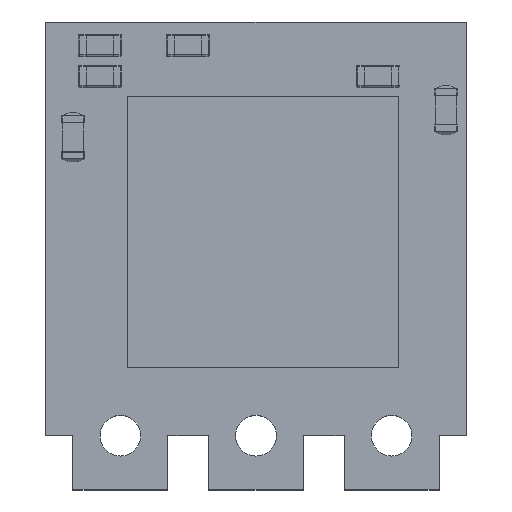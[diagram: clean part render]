
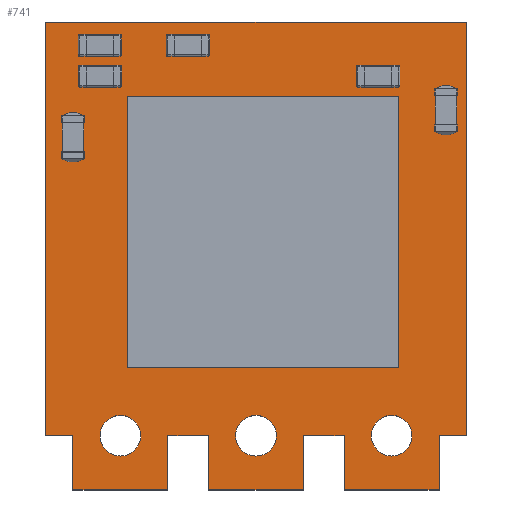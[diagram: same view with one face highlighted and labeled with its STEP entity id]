
A CAD part, top view. The second image highlights one B-rep face of the part: STEP entity #741.
In plain terms, the highlighted planar face has unit normal (0, 0, 1).
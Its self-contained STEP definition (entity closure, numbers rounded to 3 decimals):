
#120 = VERTEX_POINT('',#121);
#121 = CARTESIAN_POINT('',(1.261,-0.039,1.42
    ));
#127 = EDGE_CURVE('',#120,#128,#130,.T.);
#128 = VERTEX_POINT('',#129);
#129 = CARTESIAN_POINT('',(4.761,-0.039,1.42
    ));
#130 = LINE('',#131,#132);
#131 = CARTESIAN_POINT('',(1.261,-0.039,1.42
    ));
#132 = VECTOR('',#133,1.);
#133 = DIRECTION('',(1.,0.,0.));
#158 = EDGE_CURVE('',#128,#159,#161,.T.);
#159 = VERTEX_POINT('',#160);
#160 = CARTESIAN_POINT('',(4.761,1.961,1.42));
#161 = LINE('',#162,#163);
#162 = CARTESIAN_POINT('',(4.761,-0.039,1.42
    ));
#163 = VECTOR('',#164,1.);
#164 = DIRECTION('',(0.,1.,0.));
#189 = EDGE_CURVE('',#159,#190,#192,.T.);
#190 = VERTEX_POINT('',#191);
#191 = CARTESIAN_POINT('',(6.261,1.961,1.42));
#192 = LINE('',#193,#194);
#193 = CARTESIAN_POINT('',(4.761,1.961,1.42));
#194 = VECTOR('',#195,1.);
#195 = DIRECTION('',(1.,0.,0.));
#220 = EDGE_CURVE('',#190,#221,#223,.T.);
#221 = VERTEX_POINT('',#222);
#222 = CARTESIAN_POINT('',(6.261,-0.039,1.42
    ));
#223 = LINE('',#224,#225);
#224 = CARTESIAN_POINT('',(6.261,1.961,1.42));
#225 = VECTOR('',#226,1.);
#226 = DIRECTION('',(0.,-1.,0.));
#251 = EDGE_CURVE('',#221,#252,#254,.T.);
#252 = VERTEX_POINT('',#253);
#253 = CARTESIAN_POINT('',(9.761,-0.039,1.42
    ));
#254 = LINE('',#255,#256);
#255 = CARTESIAN_POINT('',(6.261,-0.039,1.42
    ));
#256 = VECTOR('',#257,1.);
#257 = DIRECTION('',(1.,0.,0.));
#282 = EDGE_CURVE('',#252,#283,#285,.T.);
#283 = VERTEX_POINT('',#284);
#284 = CARTESIAN_POINT('',(9.761,1.961,1.42));
#285 = LINE('',#286,#287);
#286 = CARTESIAN_POINT('',(9.761,-0.039,1.42
    ));
#287 = VECTOR('',#288,1.);
#288 = DIRECTION('',(0.,1.,0.));
#313 = EDGE_CURVE('',#283,#314,#316,.T.);
#314 = VERTEX_POINT('',#315);
#315 = CARTESIAN_POINT('',(11.261,1.961,1.42));
#316 = LINE('',#317,#318);
#317 = CARTESIAN_POINT('',(9.761,1.961,1.42));
#318 = VECTOR('',#319,1.);
#319 = DIRECTION('',(1.,0.,0.));
#344 = EDGE_CURVE('',#314,#345,#347,.T.);
#345 = VERTEX_POINT('',#346);
#346 = CARTESIAN_POINT('',(11.261,-0.039,
    1.42));
#347 = LINE('',#348,#349);
#348 = CARTESIAN_POINT('',(11.261,1.961,1.42));
#349 = VECTOR('',#350,1.);
#350 = DIRECTION('',(0.,-1.,0.));
#375 = EDGE_CURVE('',#345,#376,#378,.T.);
#376 = VERTEX_POINT('',#377);
#377 = CARTESIAN_POINT('',(14.761,-0.039,
    1.42));
#378 = LINE('',#379,#380);
#379 = CARTESIAN_POINT('',(11.261,-0.039,
    1.42));
#380 = VECTOR('',#381,1.);
#381 = DIRECTION('',(1.,0.,0.));
#406 = EDGE_CURVE('',#376,#407,#409,.T.);
#407 = VERTEX_POINT('',#408);
#408 = CARTESIAN_POINT('',(14.761,1.961,1.42));
#409 = LINE('',#410,#411);
#410 = CARTESIAN_POINT('',(14.761,-0.039,
    1.42));
#411 = VECTOR('',#412,1.);
#412 = DIRECTION('',(0.,1.,0.));
#437 = EDGE_CURVE('',#407,#438,#440,.T.);
#438 = VERTEX_POINT('',#439);
#439 = CARTESIAN_POINT('',(15.761,1.961,1.42));
#440 = LINE('',#441,#442);
#441 = CARTESIAN_POINT('',(14.761,1.961,1.42));
#442 = VECTOR('',#443,1.);
#443 = DIRECTION('',(1.,0.,0.));
#468 = EDGE_CURVE('',#438,#469,#471,.T.);
#469 = VERTEX_POINT('',#470);
#470 = CARTESIAN_POINT('',(15.761,17.211,1.42));
#471 = LINE('',#472,#473);
#472 = CARTESIAN_POINT('',(15.761,1.961,1.42));
#473 = VECTOR('',#474,1.);
#474 = DIRECTION('',(0.,1.,0.));
#499 = EDGE_CURVE('',#469,#500,#502,.T.);
#500 = VERTEX_POINT('',#501);
#501 = CARTESIAN_POINT('',(0.261,17.211,1.42));
#502 = LINE('',#503,#504);
#503 = CARTESIAN_POINT('',(15.761,17.211,1.42));
#504 = VECTOR('',#505,1.);
#505 = DIRECTION('',(-1.,0.,0.));
#530 = EDGE_CURVE('',#500,#531,#533,.T.);
#531 = VERTEX_POINT('',#532);
#532 = CARTESIAN_POINT('',(0.261,1.961,1.42));
#533 = LINE('',#534,#535);
#534 = CARTESIAN_POINT('',(0.261,17.211,1.42));
#535 = VECTOR('',#536,1.);
#536 = DIRECTION('',(0.,-1.,0.));
#561 = EDGE_CURVE('',#531,#562,#564,.T.);
#562 = VERTEX_POINT('',#563);
#563 = CARTESIAN_POINT('',(1.261,1.961,1.42));
#564 = LINE('',#565,#566);
#565 = CARTESIAN_POINT('',(0.261,1.961,1.42));
#566 = VECTOR('',#567,1.);
#567 = DIRECTION('',(1.,0.,0.));
#592 = EDGE_CURVE('',#562,#120,#593,.T.);
#593 = LINE('',#594,#595);
#594 = CARTESIAN_POINT('',(1.261,1.961,1.42));
#595 = VECTOR('',#596,1.);
#596 = DIRECTION('',(0.,-1.,0.));
#616 = VERTEX_POINT('',#617);
#617 = CARTESIAN_POINT('',(3.761,1.961,1.42));
#623 = EDGE_CURVE('',#616,#616,#624,.T.);
#624 = CIRCLE('',#625,0.75);
#625 = AXIS2_PLACEMENT_3D('',#626,#627,#628);
#626 = CARTESIAN_POINT('',(3.011,1.961,1.42));
#627 = DIRECTION('',(0.,0.,1.));
#628 = DIRECTION('',(1.,0.,0.));
#649 = VERTEX_POINT('',#650);
#650 = CARTESIAN_POINT('',(13.761,1.961,1.42));
#656 = EDGE_CURVE('',#649,#649,#657,.T.);
#657 = CIRCLE('',#658,0.75);
#658 = AXIS2_PLACEMENT_3D('',#659,#660,#661);
#659 = CARTESIAN_POINT('',(13.011,1.961,1.42));
#660 = DIRECTION('',(0.,0.,1.));
#661 = DIRECTION('',(1.,0.,0.));
#682 = VERTEX_POINT('',#683);
#683 = CARTESIAN_POINT('',(8.761,1.961,1.42));
#689 = EDGE_CURVE('',#682,#682,#690,.T.);
#690 = CIRCLE('',#691,0.75);
#691 = AXIS2_PLACEMENT_3D('',#692,#693,#694);
#692 = CARTESIAN_POINT('',(8.011,1.961,1.42));
#693 = DIRECTION('',(0.,0.,1.));
#694 = DIRECTION('',(1.,0.,0.));
#741 = ADVANCED_FACE('',(#742,#760,#763,#766),#769,.F.);
#742 = FACE_BOUND('',#743,.T.);
#743 = EDGE_LOOP('',(#744,#745,#746,#747,#748,#749,#750,#751,#752,#753,
    #754,#755,#756,#757,#758,#759));
#744 = ORIENTED_EDGE('',*,*,#127,.T.);
#745 = ORIENTED_EDGE('',*,*,#158,.T.);
#746 = ORIENTED_EDGE('',*,*,#189,.T.);
#747 = ORIENTED_EDGE('',*,*,#220,.T.);
#748 = ORIENTED_EDGE('',*,*,#251,.T.);
#749 = ORIENTED_EDGE('',*,*,#282,.T.);
#750 = ORIENTED_EDGE('',*,*,#313,.T.);
#751 = ORIENTED_EDGE('',*,*,#344,.T.);
#752 = ORIENTED_EDGE('',*,*,#375,.T.);
#753 = ORIENTED_EDGE('',*,*,#406,.T.);
#754 = ORIENTED_EDGE('',*,*,#437,.T.);
#755 = ORIENTED_EDGE('',*,*,#468,.T.);
#756 = ORIENTED_EDGE('',*,*,#499,.T.);
#757 = ORIENTED_EDGE('',*,*,#530,.T.);
#758 = ORIENTED_EDGE('',*,*,#561,.T.);
#759 = ORIENTED_EDGE('',*,*,#592,.T.);
#760 = FACE_BOUND('',#761,.F.);
#761 = EDGE_LOOP('',(#762));
#762 = ORIENTED_EDGE('',*,*,#623,.T.);
#763 = FACE_BOUND('',#764,.F.);
#764 = EDGE_LOOP('',(#765));
#765 = ORIENTED_EDGE('',*,*,#656,.T.);
#766 = FACE_BOUND('',#767,.F.);
#767 = EDGE_LOOP('',(#768));
#768 = ORIENTED_EDGE('',*,*,#689,.T.);
#769 = PLANE('',#770);
#770 = AXIS2_PLACEMENT_3D('',#771,#772,#773);
#771 = CARTESIAN_POINT('',(1.261,-0.039,1.42
    ));
#772 = DIRECTION('',(0.,0.,-1.));
#773 = DIRECTION('',(-1.,0.,0.));
